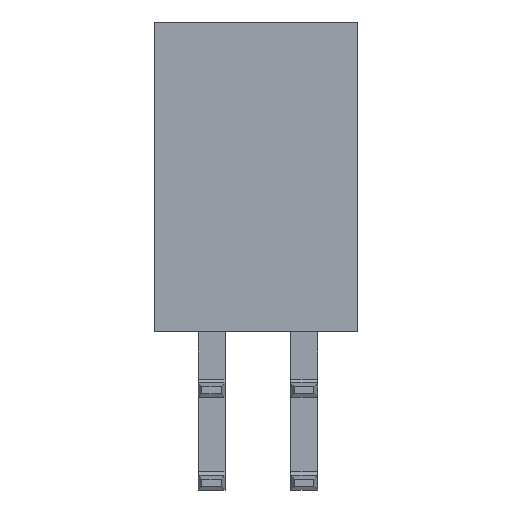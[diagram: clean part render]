
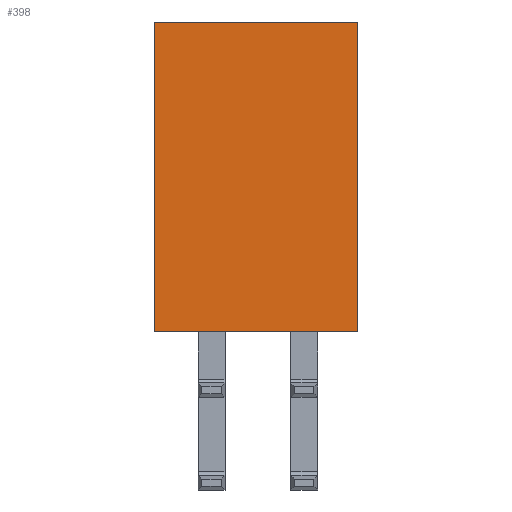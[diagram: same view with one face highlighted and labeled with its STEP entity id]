
A CAD part, front view. The second image highlights one B-rep face of the part: STEP entity #398.
In plain terms, the highlighted planar face has unit normal (0, -1, 0).
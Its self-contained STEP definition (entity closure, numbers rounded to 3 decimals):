
#398=ADVANCED_FACE('',(#901),#902,.F.);
#901=FACE_OUTER_BOUND('',#1536,.T.);
#902=PLANE('',#1537);
#1536=EDGE_LOOP('',(#2590,#2591,#2592,#2593));
#1537=AXIS2_PLACEMENT_3D('',#2594,#2595,#2596);
#2590=ORIENTED_EDGE('',*,*,#4181,.F.);
#2591=ORIENTED_EDGE('',*,*,#4086,.F.);
#2592=ORIENTED_EDGE('',*,*,#3904,.F.);
#2593=ORIENTED_EDGE('',*,*,#4056,.F.);
#2594=CARTESIAN_POINT('',(0.0,-2.54,0.0));
#2595=DIRECTION('',(0.0,1.0,0.0));
#2596=DIRECTION('',(1.0,0.0,-0.0));
#3904=EDGE_CURVE('',#4703,#4705,#4706,.T.);
#4056=EDGE_CURVE('',#4954,#4703,#4956,.T.);
#4086=EDGE_CURVE('',#4705,#4998,#5000,.T.);
#4181=EDGE_CURVE('',#4998,#4954,#5144,.T.);
#4703=VERTEX_POINT('',#5860);
#4705=VERTEX_POINT('',#5863);
#4706=LINE('',#5864,#5865);
#4954=VERTEX_POINT('',#6236);
#4956=LINE('',#6239,#6240);
#4998=VERTEX_POINT('',#6304);
#5000=LINE('',#6307,#6308);
#5144=LINE('',#6526,#6527);
#5860=CARTESIAN_POINT('',(2.79,-2.54,4.25));
#5863=CARTESIAN_POINT('',(2.79,-2.54,-4.25));
#5864=CARTESIAN_POINT('',(2.79,-2.54,4.25));
#5865=VECTOR('',#7336,1000.0);
#6236=CARTESIAN_POINT('',(-2.79,-2.54,4.25));
#6239=CARTESIAN_POINT('',(-2.79,-2.54,4.25));
#6240=VECTOR('',#7472,1000.0);
#6304=CARTESIAN_POINT('',(-2.79,-2.54,-4.25));
#6307=CARTESIAN_POINT('',(2.79,-2.54,-4.25));
#6308=VECTOR('',#7496,1000.0);
#6526=CARTESIAN_POINT('',(-2.79,-2.54,-4.25));
#6527=VECTOR('',#7576,1000.0);
#7336=DIRECTION('',(0.0,0.0,-1.0));
#7472=DIRECTION('',(1.0,0.0,0.0));
#7496=DIRECTION('',(-1.0,0.0,0.0));
#7576=DIRECTION('',(0.0,0.0,1.0));
